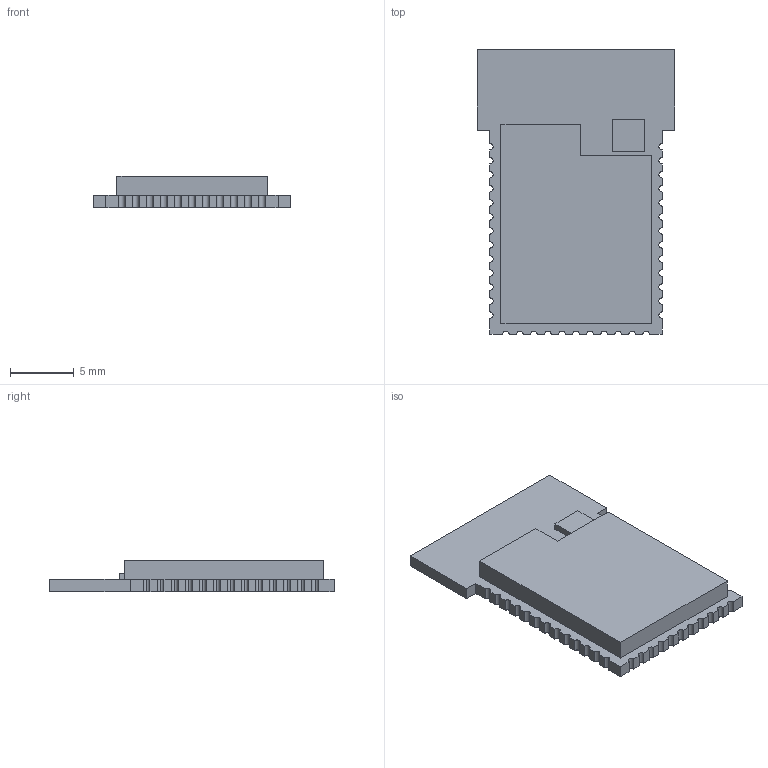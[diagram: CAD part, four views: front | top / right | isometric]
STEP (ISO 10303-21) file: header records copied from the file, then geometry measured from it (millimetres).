
FILE_DESCRIPTION(('Open CASCADE Model'),'2;1');
FILE_NAME('Open CASCADE Shape Model','2019-12-03T16:47:16',('Author'),( 'Open CASCADE'),'Open CASCADE STEP processor 6.8','Open CASCADE 6.8' ,'Unknown');
FILE_SCHEMA(('AUTOMOTIVE_DESIGN { 1 0 10303 214 1 1 1 1 }'));
Length unit declared in the file: millimetre
Products named in the file (11): PCB; Board; Open CASCADE STEP translator 6.8 1.2; 7851521408; Extruded; ANT1; 6399003712; U1; 7851521600
Assembly tree (10 placements, depth 4):
  PCB
    Board
    Open CASCADE STEP translator 6.8 1.2
      7851521408
        Extruded
    ANT1
      6399003712
        Extruded
    U1
      7851521600
        Extruded
Bounding box: 15.5 x 22.3 x 2.46 mm (x, y, z)
Volume: 599.5 mm3; surface area: 1271.9 mm2
Topology: 4 solids, 4 shells, 117 faces, 327 edges, 218 vertices
Faces by surface type: plane 67, cylinder 50
Entity records: 4009 total; most frequent: DIRECTION 683, CARTESIAN_POINT 673, ORIENTED_EDGE 654, EDGE_CURVE 327, AXIS2_PLACEMENT_3D 228, LINE 227, VECTOR 227, VERTEX_POINT 218
